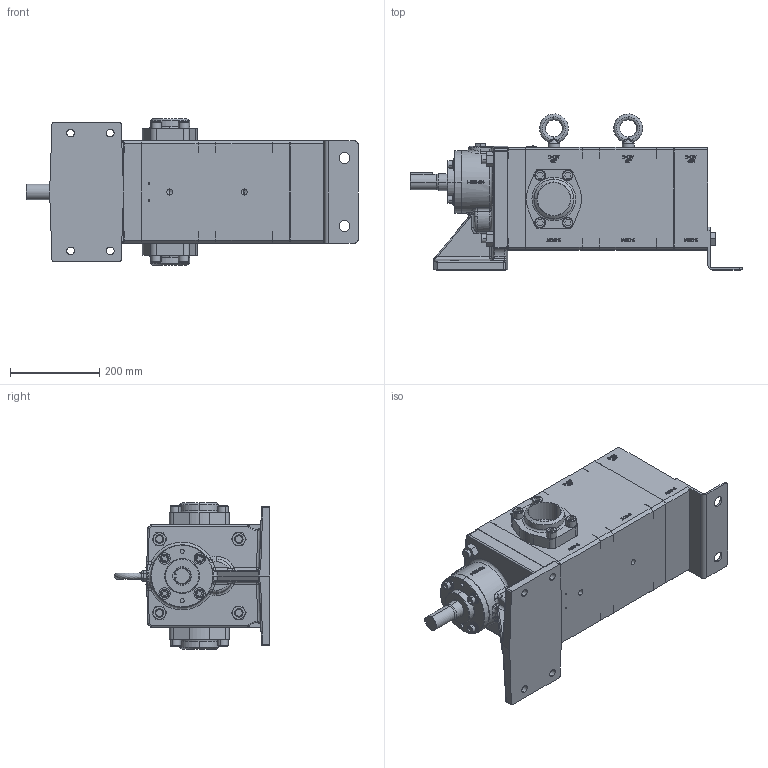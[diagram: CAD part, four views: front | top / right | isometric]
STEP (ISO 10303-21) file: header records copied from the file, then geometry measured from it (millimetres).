
FILE_DESCRIPTION (( 'STEP AP214' ), '1' );
FILE_NAME ('GPV-1445-008-U.STEP', '2018-10-31T20:55:24', ( '' ), ( '' ), 'SwSTEP 2.0', 'SolidWorks 2017', '' );
FILE_SCHEMA (( 'AUTOMOTIVE_DESIGN' ));
Length unit declared in the file: inch
Products named in the file (1): GPV-1445-008-U
Bounding box: 743.95 x 349.45 x 328.68 mm (x, y, z)
Volume: 29382087.3 mm3; surface area: 1025656.5 mm2
Topology: 1 solids, 1 shells, 2550 faces, 6492 edges, 4228 vertices
Faces by surface type: plane 1406, bspline 664, cylinder 311, cone 131, sphere 30, torus 8
Entity records: 138942 total; most frequent: CARTESIAN_POINT 61703, ORIENTED_EDGE 12944, DIRECTION 9453, EDGE_CURVE 6472, VERTEX_POINT 4228, LINE 4181, VECTOR 4181, EDGE_LOOP 2902
